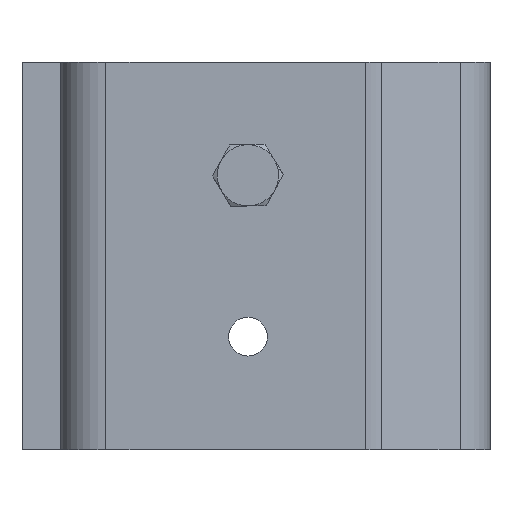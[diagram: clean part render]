
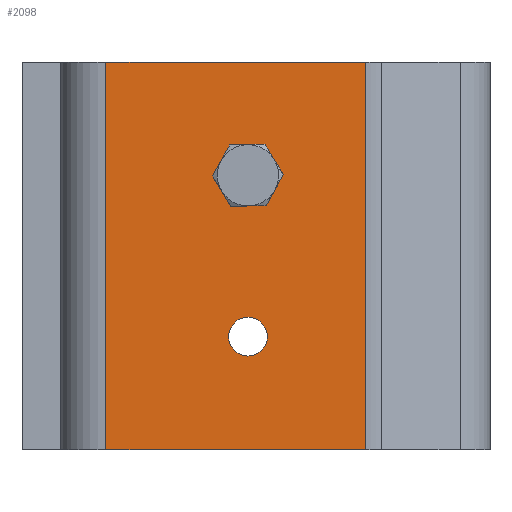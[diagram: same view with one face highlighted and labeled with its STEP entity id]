
A CAD part, left-side view. The second image highlights one B-rep face of the part: STEP entity #2098.
In plain terms, the highlighted planar face has unit normal (-1, 0, 0).
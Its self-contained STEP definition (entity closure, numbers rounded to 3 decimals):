
#20 = ORIENTED_EDGE ( 'NONE', *, *, #1397, .T. ) ;
#59 = VERTEX_POINT ( 'NONE', #216 ) ;
#77 = EDGE_CURVE ( 'NONE', #1246, #2651, #1825, .T. ) ;
#151 = DIRECTION ( 'NONE',  ( -1., 0., 0. ) ) ;
#189 = FACE_OUTER_BOUND ( 'NONE', #2399, .T. ) ;
#206 = EDGE_CURVE ( 'NONE', #2006, #1284, #2472, .T. ) ;
#216 = CARTESIAN_POINT ( 'NONE',  ( 43.396, 159.959, 50.248 ) ) ;
#235 = DIRECTION ( 'NONE',  ( 0., 0., -1. ) ) ;
#239 = DIRECTION ( 'NONE',  ( 0., 0., 1. ) ) ;
#283 = VECTOR ( 'NONE', #291, 1000. ) ;
#291 = DIRECTION ( 'NONE',  ( 0., -1., 0. ) ) ;
#323 = VECTOR ( 'NONE', #235, 1000. ) ;
#353 = ORIENTED_EDGE ( 'NONE', *, *, #632, .F. ) ;
#357 = FACE_BOUND ( 'NONE', #2648, .T. ) ;
#375 = AXIS2_PLACEMENT_3D ( 'NONE', #1504, #3103, #696 ) ;
#478 = CARTESIAN_POINT ( 'NONE',  ( 43.396, 109.959, 135.248 ) ) ;
#534 = ORIENTED_EDGE ( 'NONE', *, *, #812, .F. ) ;
#578 = EDGE_CURVE ( 'NONE', #2257, #1312, #656, .T. ) ;
#632 = EDGE_CURVE ( 'NONE', #1284, #2006, #2972, .T. ) ;
#656 = CIRCLE ( 'NONE', #3447, 6. ) ;
#695 = EDGE_CURVE ( 'NONE', #1312, #2257, #1142, .T. ) ;
#696 = DIRECTION ( 'NONE',  ( 0., -1., 0. ) ) ;
#703 = DIRECTION ( 'NONE',  ( 0., -1., 0. ) ) ;
#742 = VECTOR ( 'NONE', #239, 1000. ) ;
#762 = CARTESIAN_POINT ( 'NONE',  ( 43.396, 79.428, 170.248 ) ) ;
#788 = ORIENTED_EDGE ( 'NONE', *, *, #206, .F. ) ;
#812 = EDGE_CURVE ( 'NONE', #1068, #2651, #1740, .T. ) ;
#873 = AXIS2_PLACEMENT_3D ( 'NONE', #2527, #897, #907 ) ;
#897 = DIRECTION ( 'NONE',  ( 1., 0., 0. ) ) ;
#907 = DIRECTION ( 'NONE',  ( 0., 1., 0. ) ) ;
#1013 = LINE ( 'NONE', #2880, #323 ) ;
#1045 = ORIENTED_EDGE ( 'NONE', *, *, #1289, .T. ) ;
#1068 = VERTEX_POINT ( 'NONE', #2503 ) ;
#1076 = ORIENTED_EDGE ( 'NONE', *, *, #578, .F. ) ;
#1079 = AXIS2_PLACEMENT_3D ( 'NONE', #2284, #151, #703 ) ;
#1142 = CIRCLE ( 'NONE', #375, 6. ) ;
#1178 = DIRECTION ( 'NONE',  ( -1., 0., 0. ) ) ;
#1233 = LINE ( 'NONE', #1610, #283 ) ;
#1246 = VERTEX_POINT ( 'NONE', #3130 ) ;
#1267 = FACE_BOUND ( 'NONE', #2129, .T. ) ;
#1284 = VERTEX_POINT ( 'NONE', #3196 ) ;
#1285 = CARTESIAN_POINT ( 'NONE',  ( 43.396, 107.459, 170.248 ) ) ;
#1289 = EDGE_CURVE ( 'NONE', #1068, #59, #1013, .T. ) ;
#1312 = VERTEX_POINT ( 'NONE', #478 ) ;
#1343 = ORIENTED_EDGE ( 'NONE', *, *, #695, .F. ) ;
#1397 = EDGE_CURVE ( 'NONE', #59, #1246, #1233, .T. ) ;
#1504 = CARTESIAN_POINT ( 'NONE',  ( 43.396, 115.959, 135.248 ) ) ;
#1610 = CARTESIAN_POINT ( 'NONE',  ( 43.396, 107.459, 50.248 ) ) ;
#1662 = CARTESIAN_POINT ( 'NONE',  ( 43.396, 115.959, 85.248 ) ) ;
#1664 = PLANE ( 'NONE',  #873 ) ;
#1740 = LINE ( 'NONE', #1285, #2427 ) ;
#1825 = LINE ( 'NONE', #762, #742 ) ;
#1917 = DIRECTION ( 'NONE',  ( 0., -1., 0. ) ) ;
#2006 = VERTEX_POINT ( 'NONE', #3329 ) ;
#2074 = CARTESIAN_POINT ( 'NONE',  ( 43.396, 121.959, 135.248 ) ) ;
#2098 = ADVANCED_FACE ( 'NONE', ( #1267, #357, #189 ), #1664, .F. ) ;
#2129 = EDGE_LOOP ( 'NONE', ( #353, #788 ) ) ;
#2246 = DIRECTION ( 'NONE',  ( 0., -1., 0. ) ) ;
#2257 = VERTEX_POINT ( 'NONE', #2074 ) ;
#2284 = CARTESIAN_POINT ( 'NONE',  ( 43.396, 115.959, 85.248 ) ) ;
#2399 = EDGE_LOOP ( 'NONE', ( #20, #2729, #534, #1045 ) ) ;
#2427 = VECTOR ( 'NONE', #3417, 1000. ) ;
#2472 = CIRCLE ( 'NONE', #3423, 6. ) ;
#2503 = CARTESIAN_POINT ( 'NONE',  ( 43.396, 159.959, 170.248 ) ) ;
#2527 = CARTESIAN_POINT ( 'NONE',  ( 43.396, 107.459, 170.248 ) ) ;
#2648 = EDGE_LOOP ( 'NONE', ( #1343, #1076 ) ) ;
#2651 = VERTEX_POINT ( 'NONE', #3079 ) ;
#2729 = ORIENTED_EDGE ( 'NONE', *, *, #77, .T. ) ;
#2880 = CARTESIAN_POINT ( 'NONE',  ( 43.396, 159.959, 170.248 ) ) ;
#2972 = CIRCLE ( 'NONE', #1079, 6. ) ;
#3052 = CARTESIAN_POINT ( 'NONE',  ( 43.396, 115.959, 135.248 ) ) ;
#3079 = CARTESIAN_POINT ( 'NONE',  ( 43.396, 79.428, 170.248 ) ) ;
#3103 = DIRECTION ( 'NONE',  ( -1., 0., 0. ) ) ;
#3130 = CARTESIAN_POINT ( 'NONE',  ( 43.396, 79.428, 50.248 ) ) ;
#3196 = CARTESIAN_POINT ( 'NONE',  ( 43.396, 109.959, 85.248 ) ) ;
#3282 = DIRECTION ( 'NONE',  ( -1., 0., 0. ) ) ;
#3329 = CARTESIAN_POINT ( 'NONE',  ( 43.396, 121.959, 85.248 ) ) ;
#3417 = DIRECTION ( 'NONE',  ( 0., -1., 0. ) ) ;
#3423 = AXIS2_PLACEMENT_3D ( 'NONE', #1662, #3282, #1917 ) ;
#3447 = AXIS2_PLACEMENT_3D ( 'NONE', #3052, #1178, #2246 ) ;
